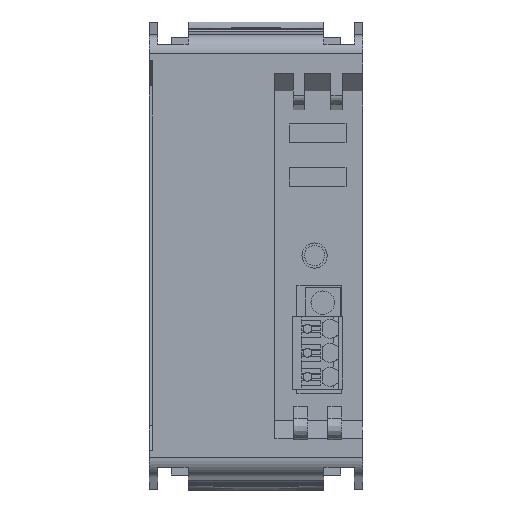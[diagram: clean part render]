
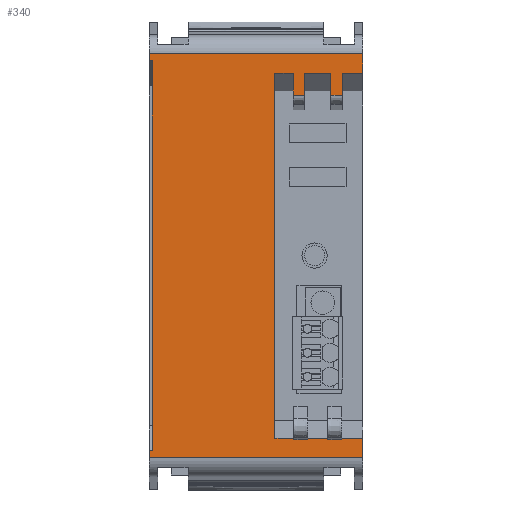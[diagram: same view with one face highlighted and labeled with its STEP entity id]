
A CAD part, top view. The second image highlights one B-rep face of the part: STEP entity #340.
In plain terms, the highlighted planar face has unit normal (0, 0, 1).
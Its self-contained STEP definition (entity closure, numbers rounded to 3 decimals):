
#130=AXIS2_PLACEMENT_3D('Plane Axis2P3D',#127,#128,#129) ;
#36=CARTESIAN_POINT('Line Origine',(34.,6.622,25.516)) ;
#40=CARTESIAN_POINT('Vertex',(34.,8.179,25.516)) ;
#42=CARTESIAN_POINT('Vertex',(34.,5.066,25.516)) ;
#77=CARTESIAN_POINT('Vertex',(34.,69.292,25.516)) ;
#80=CARTESIAN_POINT('Line Origine',(34.,67.735,25.516)) ;
#84=CARTESIAN_POINT('Vertex',(34.,66.179,25.516)) ;
#127=CARTESIAN_POINT('Axis2P3D Location',(34.,5.066,25.516)) ;
#132=CARTESIAN_POINT('Line Origine',(21.5,8.179,25.516)) ;
#136=CARTESIAN_POINT('Vertex',(20.,8.179,25.516)) ;
#138=CARTESIAN_POINT('Vertex',(23.,8.179,25.516)) ;
#141=CARTESIAN_POINT('Line Origine',(20.,37.179,25.516)) ;
#145=CARTESIAN_POINT('Vertex',(20.,66.179,25.516)) ;
#148=CARTESIAN_POINT('Line Origine',(21.45,66.179,25.516)) ;
#152=CARTESIAN_POINT('Vertex',(22.9,66.179,25.516)) ;
#155=CARTESIAN_POINT('Line Origine',(22.9,64.437,25.516)) ;
#159=CARTESIAN_POINT('Vertex',(22.9,62.695,25.516)) ;
#162=CARTESIAN_POINT('Line Origine',(23.8,62.695,25.516)) ;
#166=CARTESIAN_POINT('Vertex',(24.7,62.695,25.516)) ;
#169=CARTESIAN_POINT('Line Origine',(24.7,64.437,25.516)) ;
#173=CARTESIAN_POINT('Vertex',(24.7,66.179,25.516)) ;
#176=CARTESIAN_POINT('Line Origine',(26.8,66.179,25.516)) ;
#180=CARTESIAN_POINT('Vertex',(28.9,66.179,25.516)) ;
#183=CARTESIAN_POINT('Line Origine',(28.9,64.437,25.516)) ;
#187=CARTESIAN_POINT('Vertex',(28.9,62.695,25.516)) ;
#190=CARTESIAN_POINT('Line Origine',(29.8,62.695,25.516)) ;
#194=CARTESIAN_POINT('Vertex',(30.7,62.695,25.516)) ;
#197=CARTESIAN_POINT('Line Origine',(30.7,64.437,25.516)) ;
#201=CARTESIAN_POINT('Vertex',(30.7,66.179,25.516)) ;
#204=CARTESIAN_POINT('Line Origine',(32.35,66.179,25.516)) ;
#209=CARTESIAN_POINT('Line Origine',(17.,69.292,25.516)) ;
#213=CARTESIAN_POINT('Vertex',(0.,69.292,25.516)) ;
#216=CARTESIAN_POINT('Line Origine',(0.,68.722,25.516)) ;
#220=CARTESIAN_POINT('Vertex',(0.,68.152,25.516)) ;
#223=CARTESIAN_POINT('Line Origine',(0.25,68.152,25.516)) ;
#227=CARTESIAN_POINT('Vertex',(0.5,68.152,25.516)) ;
#230=CARTESIAN_POINT('Line Origine',(0.5,37.173,25.516)) ;
#234=CARTESIAN_POINT('Vertex',(0.5,6.194,25.516)) ;
#237=CARTESIAN_POINT('Line Origine',(0.25,6.194,25.516)) ;
#241=CARTESIAN_POINT('Vertex',(0.,6.194,25.516)) ;
#244=CARTESIAN_POINT('Line Origine',(0.,5.63,25.516)) ;
#248=CARTESIAN_POINT('Vertex',(0.,5.066,25.516)) ;
#251=CARTESIAN_POINT('Line Origine',(17.,5.066,25.516)) ;
#256=CARTESIAN_POINT('Line Origine',(32.3,8.179,25.516)) ;
#260=CARTESIAN_POINT('Vertex',(30.6,8.179,25.516)) ;
#263=CARTESIAN_POINT('Line Origine',(30.6,8.083,25.516)) ;
#267=CARTESIAN_POINT('Vertex',(30.6,7.988,25.516)) ;
#270=CARTESIAN_POINT('Line Origine',(29.5,7.988,25.516)) ;
#274=CARTESIAN_POINT('Vertex',(28.4,7.988,25.516)) ;
#277=CARTESIAN_POINT('Line Origine',(28.4,8.083,25.516)) ;
#281=CARTESIAN_POINT('Vertex',(28.4,8.179,25.516)) ;
#284=CARTESIAN_POINT('Line Origine',(26.8,8.179,25.516)) ;
#288=CARTESIAN_POINT('Vertex',(25.2,8.179,25.516)) ;
#291=CARTESIAN_POINT('Line Origine',(25.2,8.083,25.516)) ;
#295=CARTESIAN_POINT('Vertex',(25.2,7.988,25.516)) ;
#298=CARTESIAN_POINT('Line Origine',(24.1,7.988,25.516)) ;
#302=CARTESIAN_POINT('Vertex',(23.,7.988,25.516)) ;
#305=CARTESIAN_POINT('Line Origine',(23.,8.083,25.516)) ;
#37=DIRECTION('Vector Direction',(0.,1.,0.)) ;
#81=DIRECTION('Vector Direction',(0.,1.,0.)) ;
#128=DIRECTION('Axis2P3D Direction',(0.,-0.,1.)) ;
#129=DIRECTION('Axis2P3D XDirection',(0.,1.,0.)) ;
#133=DIRECTION('Vector Direction',(1.,0.,0.)) ;
#142=DIRECTION('Vector Direction',(0.,1.,0.)) ;
#149=DIRECTION('Vector Direction',(1.,0.,0.)) ;
#156=DIRECTION('Vector Direction',(0.,1.,0.)) ;
#163=DIRECTION('Vector Direction',(-1.,0.,0.)) ;
#170=DIRECTION('Vector Direction',(0.,1.,0.)) ;
#177=DIRECTION('Vector Direction',(1.,0.,0.)) ;
#184=DIRECTION('Vector Direction',(0.,1.,0.)) ;
#191=DIRECTION('Vector Direction',(-1.,0.,0.)) ;
#198=DIRECTION('Vector Direction',(0.,1.,0.)) ;
#205=DIRECTION('Vector Direction',(1.,0.,0.)) ;
#210=DIRECTION('Vector Direction',(-1.,0.,0.)) ;
#217=DIRECTION('Vector Direction',(0.,1.,0.)) ;
#224=DIRECTION('Vector Direction',(1.,0.,0.)) ;
#231=DIRECTION('Vector Direction',(0.,1.,0.)) ;
#238=DIRECTION('Vector Direction',(1.,0.,0.)) ;
#245=DIRECTION('Vector Direction',(0.,1.,0.)) ;
#252=DIRECTION('Vector Direction',(-1.,0.,0.)) ;
#257=DIRECTION('Vector Direction',(1.,0.,0.)) ;
#264=DIRECTION('Vector Direction',(0.,-1.,0.)) ;
#271=DIRECTION('Vector Direction',(-1.,0.,0.)) ;
#278=DIRECTION('Vector Direction',(0.,1.,0.)) ;
#285=DIRECTION('Vector Direction',(1.,0.,0.)) ;
#292=DIRECTION('Vector Direction',(0.,-1.,0.)) ;
#299=DIRECTION('Vector Direction',(-1.,0.,0.)) ;
#306=DIRECTION('Vector Direction',(0.,1.,0.)) ;
#38=VECTOR('Line Direction',#37,1.) ;
#82=VECTOR('Line Direction',#81,1.) ;
#134=VECTOR('Line Direction',#133,1.) ;
#143=VECTOR('Line Direction',#142,1.) ;
#150=VECTOR('Line Direction',#149,1.) ;
#157=VECTOR('Line Direction',#156,1.) ;
#164=VECTOR('Line Direction',#163,1.) ;
#171=VECTOR('Line Direction',#170,1.) ;
#178=VECTOR('Line Direction',#177,1.) ;
#185=VECTOR('Line Direction',#184,1.) ;
#192=VECTOR('Line Direction',#191,1.) ;
#199=VECTOR('Line Direction',#198,1.) ;
#206=VECTOR('Line Direction',#205,1.) ;
#211=VECTOR('Line Direction',#210,1.) ;
#218=VECTOR('Line Direction',#217,1.) ;
#225=VECTOR('Line Direction',#224,1.) ;
#232=VECTOR('Line Direction',#231,1.) ;
#239=VECTOR('Line Direction',#238,1.) ;
#246=VECTOR('Line Direction',#245,1.) ;
#253=VECTOR('Line Direction',#252,1.) ;
#258=VECTOR('Line Direction',#257,1.) ;
#265=VECTOR('Line Direction',#264,1.) ;
#272=VECTOR('Line Direction',#271,1.) ;
#279=VECTOR('Line Direction',#278,1.) ;
#286=VECTOR('Line Direction',#285,1.) ;
#293=VECTOR('Line Direction',#292,1.) ;
#300=VECTOR('Line Direction',#299,1.) ;
#307=VECTOR('Line Direction',#306,1.) ;
#311=ORIENTED_EDGE('',*,*,#140,.F.) ;
#312=ORIENTED_EDGE('',*,*,#147,.F.) ;
#313=ORIENTED_EDGE('',*,*,#154,.T.) ;
#314=ORIENTED_EDGE('',*,*,#161,.F.) ;
#315=ORIENTED_EDGE('',*,*,#168,.F.) ;
#316=ORIENTED_EDGE('',*,*,#175,.F.) ;
#317=ORIENTED_EDGE('',*,*,#182,.T.) ;
#318=ORIENTED_EDGE('',*,*,#189,.F.) ;
#319=ORIENTED_EDGE('',*,*,#196,.F.) ;
#320=ORIENTED_EDGE('',*,*,#203,.F.) ;
#321=ORIENTED_EDGE('',*,*,#208,.T.) ;
#322=ORIENTED_EDGE('',*,*,#86,.F.) ;
#323=ORIENTED_EDGE('',*,*,#215,.T.) ;
#324=ORIENTED_EDGE('',*,*,#222,.F.) ;
#325=ORIENTED_EDGE('',*,*,#229,.T.) ;
#326=ORIENTED_EDGE('',*,*,#236,.F.) ;
#327=ORIENTED_EDGE('',*,*,#243,.F.) ;
#328=ORIENTED_EDGE('',*,*,#250,.F.) ;
#329=ORIENTED_EDGE('',*,*,#255,.F.) ;
#330=ORIENTED_EDGE('',*,*,#44,.F.) ;
#331=ORIENTED_EDGE('',*,*,#262,.F.) ;
#332=ORIENTED_EDGE('',*,*,#269,.F.) ;
#333=ORIENTED_EDGE('',*,*,#276,.T.) ;
#334=ORIENTED_EDGE('',*,*,#283,.T.) ;
#335=ORIENTED_EDGE('',*,*,#290,.F.) ;
#336=ORIENTED_EDGE('',*,*,#297,.F.) ;
#337=ORIENTED_EDGE('',*,*,#304,.T.) ;
#338=ORIENTED_EDGE('',*,*,#309,.T.) ;
#340=ADVANCED_FACE('MODUL',(#339),#131,.T.) ;
#44=EDGE_CURVE('',#41,#43,#39,.F.) ;
#86=EDGE_CURVE('',#78,#85,#83,.F.) ;
#140=EDGE_CURVE('',#137,#139,#135,.T.) ;
#147=EDGE_CURVE('',#146,#137,#144,.F.) ;
#154=EDGE_CURVE('',#146,#153,#151,.T.) ;
#161=EDGE_CURVE('',#160,#153,#158,.T.) ;
#168=EDGE_CURVE('',#167,#160,#165,.T.) ;
#175=EDGE_CURVE('',#174,#167,#172,.F.) ;
#182=EDGE_CURVE('',#174,#181,#179,.T.) ;
#189=EDGE_CURVE('',#188,#181,#186,.T.) ;
#196=EDGE_CURVE('',#195,#188,#193,.T.) ;
#203=EDGE_CURVE('',#202,#195,#200,.F.) ;
#208=EDGE_CURVE('',#202,#85,#207,.T.) ;
#215=EDGE_CURVE('',#78,#214,#212,.T.) ;
#222=EDGE_CURVE('',#221,#214,#219,.T.) ;
#229=EDGE_CURVE('',#221,#228,#226,.T.) ;
#236=EDGE_CURVE('',#235,#228,#233,.T.) ;
#243=EDGE_CURVE('',#242,#235,#240,.T.) ;
#250=EDGE_CURVE('',#249,#242,#247,.T.) ;
#255=EDGE_CURVE('',#43,#249,#254,.T.) ;
#262=EDGE_CURVE('',#261,#41,#259,.T.) ;
#269=EDGE_CURVE('',#268,#261,#266,.F.) ;
#276=EDGE_CURVE('',#268,#275,#273,.T.) ;
#283=EDGE_CURVE('',#275,#282,#280,.T.) ;
#290=EDGE_CURVE('',#289,#282,#287,.T.) ;
#297=EDGE_CURVE('',#296,#289,#294,.F.) ;
#304=EDGE_CURVE('',#296,#303,#301,.T.) ;
#309=EDGE_CURVE('',#303,#139,#308,.T.) ;
#310=EDGE_LOOP('',(#311,#312,#313,#314,#315,#316,#317,#318,#319,#320,#321,#322,#323,#324,#325,#326,#327,#328,#329,#330,#331,#332,#333,#334,#335,#336,#337,#338)) ;
#339=FACE_OUTER_BOUND('',#310,.T.) ;
#39=LINE('Line',#36,#38) ;
#83=LINE('Line',#80,#82) ;
#135=LINE('Line',#132,#134) ;
#144=LINE('Line',#141,#143) ;
#151=LINE('Line',#148,#150) ;
#158=LINE('Line',#155,#157) ;
#165=LINE('Line',#162,#164) ;
#172=LINE('Line',#169,#171) ;
#179=LINE('Line',#176,#178) ;
#186=LINE('Line',#183,#185) ;
#193=LINE('Line',#190,#192) ;
#200=LINE('Line',#197,#199) ;
#207=LINE('Line',#204,#206) ;
#212=LINE('Line',#209,#211) ;
#219=LINE('Line',#216,#218) ;
#226=LINE('Line',#223,#225) ;
#233=LINE('Line',#230,#232) ;
#240=LINE('Line',#237,#239) ;
#247=LINE('Line',#244,#246) ;
#254=LINE('Line',#251,#253) ;
#259=LINE('Line',#256,#258) ;
#266=LINE('Line',#263,#265) ;
#273=LINE('Line',#270,#272) ;
#280=LINE('Line',#277,#279) ;
#287=LINE('Line',#284,#286) ;
#294=LINE('Line',#291,#293) ;
#301=LINE('Line',#298,#300) ;
#308=LINE('Line',#305,#307) ;
#131=PLANE('',#130) ;
#41=VERTEX_POINT('',#40) ;
#43=VERTEX_POINT('',#42) ;
#78=VERTEX_POINT('',#77) ;
#85=VERTEX_POINT('',#84) ;
#137=VERTEX_POINT('',#136) ;
#139=VERTEX_POINT('',#138) ;
#146=VERTEX_POINT('',#145) ;
#153=VERTEX_POINT('',#152) ;
#160=VERTEX_POINT('',#159) ;
#167=VERTEX_POINT('',#166) ;
#174=VERTEX_POINT('',#173) ;
#181=VERTEX_POINT('',#180) ;
#188=VERTEX_POINT('',#187) ;
#195=VERTEX_POINT('',#194) ;
#202=VERTEX_POINT('',#201) ;
#214=VERTEX_POINT('',#213) ;
#221=VERTEX_POINT('',#220) ;
#228=VERTEX_POINT('',#227) ;
#235=VERTEX_POINT('',#234) ;
#242=VERTEX_POINT('',#241) ;
#249=VERTEX_POINT('',#248) ;
#261=VERTEX_POINT('',#260) ;
#268=VERTEX_POINT('',#267) ;
#275=VERTEX_POINT('',#274) ;
#282=VERTEX_POINT('',#281) ;
#289=VERTEX_POINT('',#288) ;
#296=VERTEX_POINT('',#295) ;
#303=VERTEX_POINT('',#302) ;
